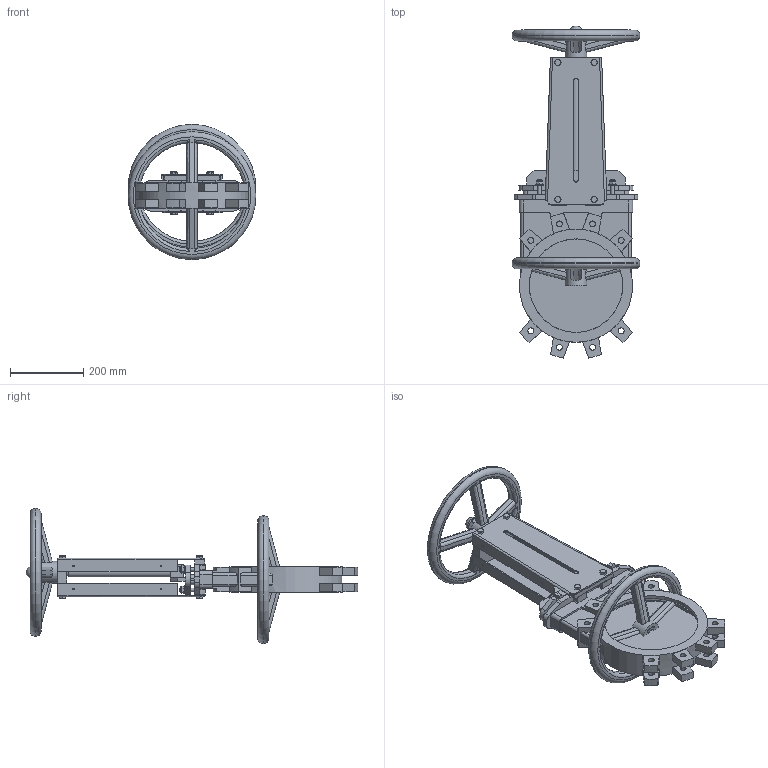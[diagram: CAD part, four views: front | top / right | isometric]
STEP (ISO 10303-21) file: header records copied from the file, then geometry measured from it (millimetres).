
FILE_DESCRIPTION( ( 'Unknown' ), '1' );
FILE_NAME( 'Stoffschieber_DN250.stp', 'Unknown', ( 'Unknown' ), ( 'Unknown' ), 'PSStep 13.0', 'Unknown', ' ' );
FILE_SCHEMA( ( 'AUTOMOTIVE_DESIGN { 1 0 10303 214 1 1 1 1 }' ) );
Length unit declared in the file: millimetre
Products named in the file (4): Assem1; DN250; Sechskant Hutmutter M24; Handrad DN250_300
Bounding box: 350 x 909.17 x 370 mm (x, y, z)
Volume: 14639689 mm3; surface area: 2221648.9 mm2
Topology: 6 solids, 16 shells, 1492 faces, 4016 edges, 2640 vertices
Faces by surface type: plane 884, cylinder 312, cone 162, extrusion 64, bspline 36, torus 32, sphere 2
Full cylindrical faces by diameter (mm): 5 x16, 10 x16, 16 x32, 17 x8, 19.5 x2, 20 x2, 20.752 x4, 22 x10, 24 x4, 25 x2, 36 x2, 60 x2, 250 x4, 250.2 x2, 256 x2, 263.899 x2, 290 x2, 310 x2, 350 x2
Entity records: 34879 total; most frequent: CARTESIAN_POINT 10902, ORIENTED_EDGE 3800, DIRECTION 3453, EDGE_CURVE 1900, VERTEX_POINT 1286, AXIS2_PLACEMENT_3D 1165, VECTOR 1123, LINE 1091
